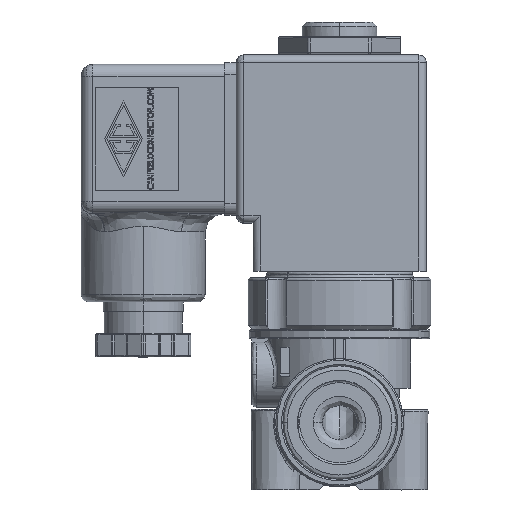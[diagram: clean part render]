
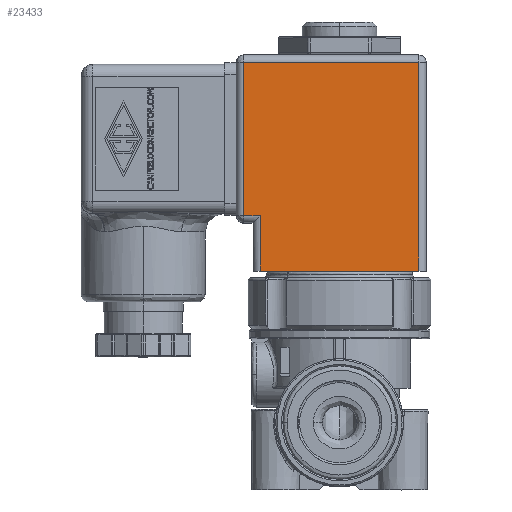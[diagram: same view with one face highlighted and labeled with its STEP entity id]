
A CAD part, top view. The second image highlights one B-rep face of the part: STEP entity #23433.
In plain terms, the highlighted planar face has unit normal (0, 0, 1).
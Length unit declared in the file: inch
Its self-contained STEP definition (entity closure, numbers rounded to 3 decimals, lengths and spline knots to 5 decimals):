
#862 = EDGE_CURVE ( 'NONE', #20508, #23493, #52698, .T. ) ;
#1902 = CARTESIAN_POINT ( 'NONE',  ( 0.593, 2.4685, 0.62 ) ) ;
#2039 = CARTESIAN_POINT ( 'NONE',  ( 0.543, 2.4685, 0.62 ) ) ;
#2856 = VECTOR ( 'NONE', #26964, 39.37008 ) ;
#6084 = DIRECTION ( 'NONE',  ( 0., 1., 0. ) ) ;
#6281 = CARTESIAN_POINT ( 'NONE',  ( 0.593, 1.4185, 0.62 ) ) ;
#9768 = EDGE_CURVE ( 'NONE', #45135, #27258, #25981, .T. ) ;
#10467 = LINE ( 'NONE', #36643, #61950 ) ;
#10646 = VECTOR ( 'NONE', #48128, 39.37008 ) ;
#13001 = DIRECTION ( 'NONE',  ( 0., 0., 1. ) ) ;
#13670 = CARTESIAN_POINT ( 'NONE',  ( 0.543, 1.0385, 0.62 ) ) ;
#14564 = LINE ( 'NONE', #19824, #40299 ) ;
#15207 = AXIS2_PLACEMENT_3D ( 'NONE', #38654, #13001, #48962 ) ;
#16870 = ORIENTED_EDGE ( 'NONE', *, *, #46094, .T. ) ;
#17602 = EDGE_CURVE ( 'NONE', #23493, #27258, #63597, .T. ) ;
#19824 = CARTESIAN_POINT ( 'NONE',  ( -0.657, 2.5185, 0.62 ) ) ;
#20508 = VERTEX_POINT ( 'NONE', #45548 ) ;
#22571 = VECTOR ( 'NONE', #6084, 39.37008 ) ;
#23433 = ADVANCED_FACE ( 'NONE', ( #61160 ), #64265, .T. ) ;
#23493 = VERTEX_POINT ( 'NONE', #13670 ) ;
#24605 = EDGE_CURVE ( 'NONE', #30584, #20508, #10467, .T. ) ;
#25697 = ORIENTED_EDGE ( 'NONE', *, *, #24605, .T. ) ;
#25911 = CARTESIAN_POINT ( 'NONE',  ( 0.593, 1.0385, 0.62 ) ) ;
#25981 = LINE ( 'NONE', #1902, #10646 ) ;
#26964 = DIRECTION ( 'NONE',  ( 1., 0., 0. ) ) ;
#27258 = VERTEX_POINT ( 'NONE', #2039 ) ;
#30584 = VERTEX_POINT ( 'NONE', #40518 ) ;
#31301 = DIRECTION ( 'NONE',  ( 0., -1., 0. ) ) ;
#33537 = EDGE_CURVE ( 'NONE', #40650, #30584, #43836, .T. ) ;
#34437 = CARTESIAN_POINT ( 'NONE',  ( -0.657, 2.4685, 0.62 ) ) ;
#35135 = DIRECTION ( 'NONE',  ( 0., -1., 0. ) ) ;
#36643 = CARTESIAN_POINT ( 'NONE',  ( -0.543, 2.5185, 0.62 ) ) ;
#36846 = CARTESIAN_POINT ( 'NONE',  ( 0.543, 2.5185, 0.62 ) ) ;
#38654 = CARTESIAN_POINT ( 'NONE',  ( 0.593, 2.5185, 0.62 ) ) ;
#39040 = VECTOR ( 'NONE', #56701, 39.37008 ) ;
#40299 = VECTOR ( 'NONE', #35135, 39.37008 ) ;
#40518 = CARTESIAN_POINT ( 'NONE',  ( -0.543, 1.4185, 0.62 ) ) ;
#40650 = VERTEX_POINT ( 'NONE', #60110 ) ;
#42839 = ORIENTED_EDGE ( 'NONE', *, *, #9768, .F. ) ;
#43836 = LINE ( 'NONE', #6281, #2856 ) ;
#45135 = VERTEX_POINT ( 'NONE', #34437 ) ;
#45548 = CARTESIAN_POINT ( 'NONE',  ( -0.543, 1.0385, 0.62 ) ) ;
#46094 = EDGE_CURVE ( 'NONE', #45135, #40650, #14564, .T. ) ;
#46839 = EDGE_LOOP ( 'NONE', ( #47614, #25697, #47893, #47475, #42839, #16870 ) ) ;
#47475 = ORIENTED_EDGE ( 'NONE', *, *, #17602, .T. ) ;
#47614 = ORIENTED_EDGE ( 'NONE', *, *, #33537, .T. ) ;
#47893 = ORIENTED_EDGE ( 'NONE', *, *, #862, .T. ) ;
#48128 = DIRECTION ( 'NONE',  ( 1., 0., 0. ) ) ;
#48962 = DIRECTION ( 'NONE',  ( 0., -1., 0. ) ) ;
#52698 = LINE ( 'NONE', #25911, #39040 ) ;
#56701 = DIRECTION ( 'NONE',  ( 1., 0., 0. ) ) ;
#60110 = CARTESIAN_POINT ( 'NONE',  ( -0.657, 1.4185, 0.62 ) ) ;
#61160 = FACE_OUTER_BOUND ( 'NONE', #46839, .T. ) ;
#61950 = VECTOR ( 'NONE', #31301, 39.37008 ) ;
#63597 = LINE ( 'NONE', #36846, #22571 ) ;
#64265 = PLANE ( 'NONE',  #15207 ) ;
